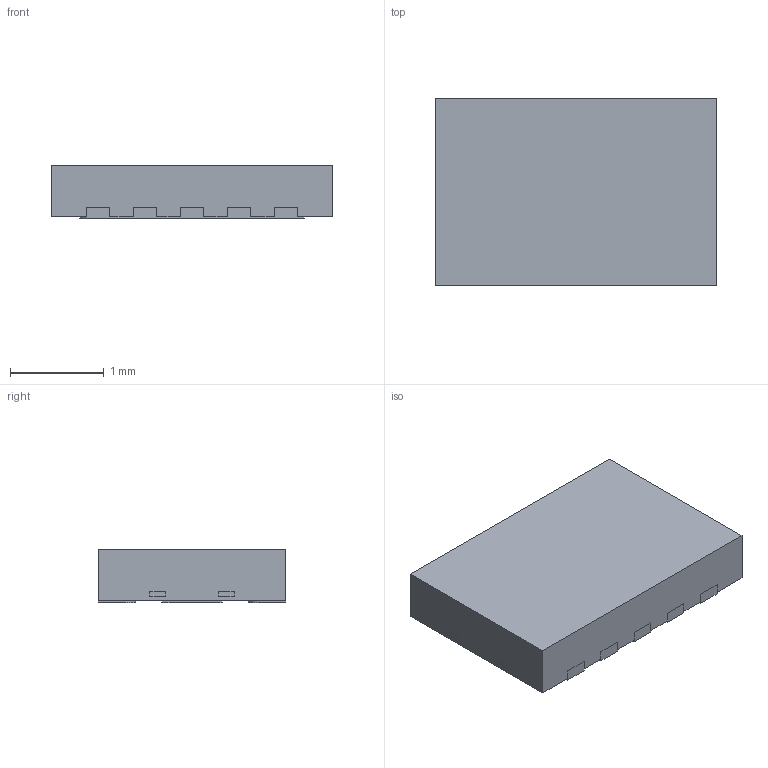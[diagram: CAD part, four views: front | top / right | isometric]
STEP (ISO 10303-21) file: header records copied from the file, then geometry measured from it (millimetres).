
FILE_DESCRIPTION (( 'STEP AP214' ), '1' );
FILE_NAME ('VSON010X3020.STEP', '2020-09-30T05:38:06', ( '' ), ( '' ), 'SwSTEP 2.0', 'SolidWorks 2013', '' );
FILE_SCHEMA (( 'AUTOMOTIVE_DESIGN' ));
Length unit declared in the file: millimetre
Products named in the file (1): VSON010X3020
Bounding box: 3 x 2 x 0.57 mm (x, y, z)
Volume: 3.3 mm3; surface area: 17.9 mm2
Topology: 1 solids, 1 shells, 66 faces, 193 edges, 134 vertices
Faces by surface type: plane 56, cylinder 10
Entity records: 2879 total; most frequent: CARTESIAN_POINT 394, ORIENTED_EDGE 386, DIRECTION 347, EDGE_CURVE 193, LINE 173, VECTOR 173, VERTEX_POINT 134, AXIS2_PLACEMENT_3D 87
